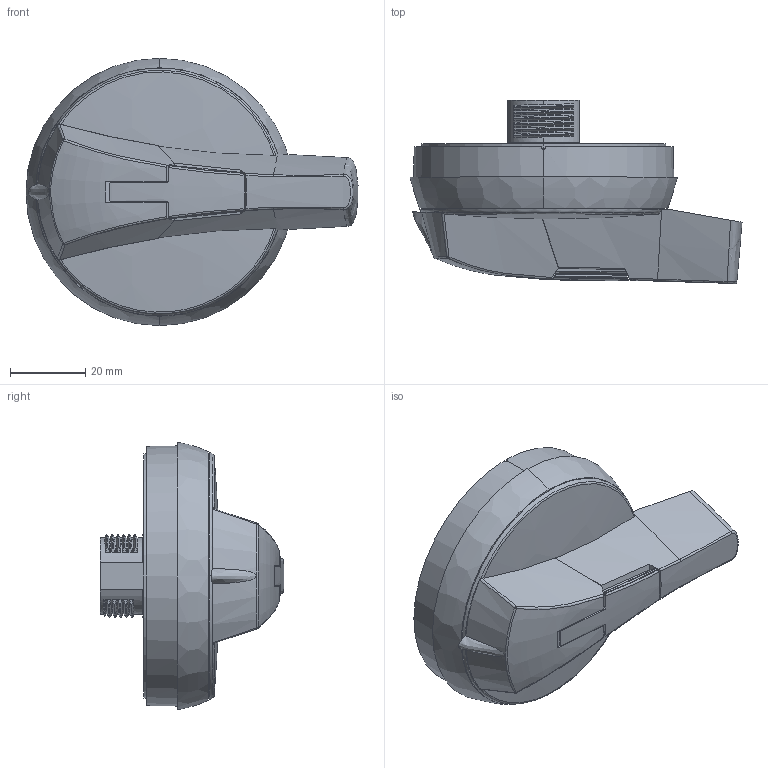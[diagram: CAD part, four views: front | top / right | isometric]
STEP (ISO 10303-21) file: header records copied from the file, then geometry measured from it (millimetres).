
FILE_DESCRIPTION (( 'STEP AP214' ), '1' );
FILE_NAME ('148D1111.step', '2016-05-09T12:15:52', ( '' ), ( '' ), 'SwSTEP 2.0', 'SolidWorks 2015', '' );
FILE_SCHEMA (( 'AUTOMOTIVE_DESIGN' ));
Length unit declared in the file: inch
Products named in the file (1): 148D1111
Bounding box: 88.31 x 48.9 x 71.11 mm (x, y, z)
Volume: 53416 mm3; surface area: 57489.1 mm2
Topology: 5 solids, 5 shells, 1981 faces, 4947 edges, 2995 vertices
Faces by surface type: bspline 1104, plane 411, cylinder 317, cone 147, torus 2
Entity records: 138431 total; most frequent: CARTESIAN_POINT 74540, ORIENTED_EDGE 9852, DIRECTION 5290, EDGE_CURVE 4926, VERTEX_POINT 2995, B_SPLINE_CURVE_WITH_KNOTS 2188, EDGE_LOOP 2065, AXIS2_PLACEMENT_3D 2028
